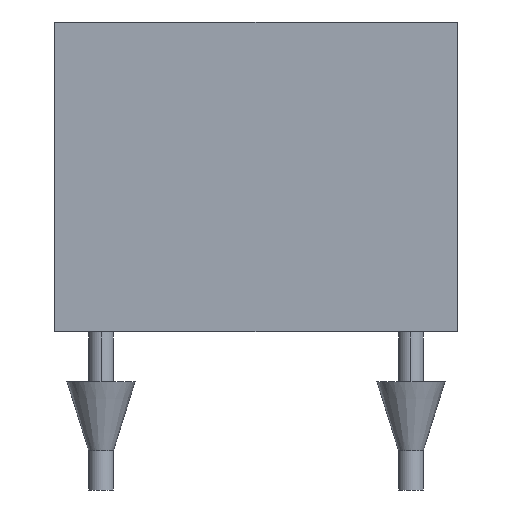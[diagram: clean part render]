
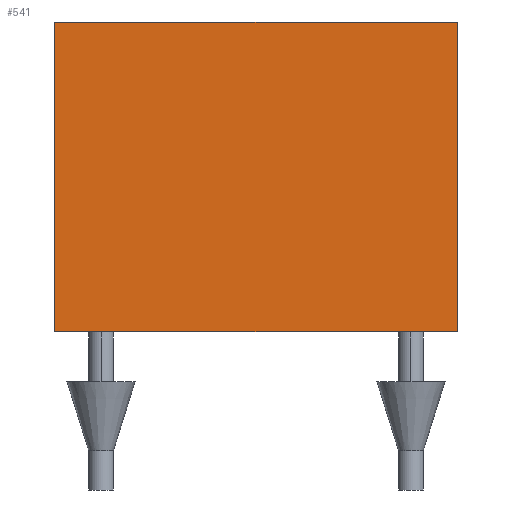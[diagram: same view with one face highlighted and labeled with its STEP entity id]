
A CAD part, left-side view. The second image highlights one B-rep face of the part: STEP entity #541.
In plain terms, the highlighted planar face has unit normal (-1, 0, 0).
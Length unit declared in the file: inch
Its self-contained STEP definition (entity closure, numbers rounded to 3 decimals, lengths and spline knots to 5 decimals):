
#21 = ORIENTED_EDGE ( 'NONE', *, *, #459, .T. ) ;
#74 = AXIS2_PLACEMENT_3D ( 'NONE', #538, #203, #302 ) ;
#87 = DIRECTION ( 'NONE',  ( 0., -1., 0. ) ) ;
#95 = EDGE_CURVE ( 'NONE', #268, #118, #325, .T. ) ;
#116 = EDGE_CURVE ( 'NONE', #486, #118, #381, .T. ) ;
#118 = VERTEX_POINT ( 'NONE', #576 ) ;
#137 = LINE ( 'NONE', #566, #286 ) ;
#152 = EDGE_LOOP ( 'NONE', ( #583, #21, #586, #629 ) ) ;
#172 = CARTESIAN_POINT ( 'NONE',  ( -0.07874, -0.25591, 0. ) ) ;
#185 = VECTOR ( 'NONE', #429, 39.37008 ) ;
#203 = DIRECTION ( 'NONE',  ( 1., 0., 0. ) ) ;
#221 = VERTEX_POINT ( 'NONE', #398 ) ;
#226 = CARTESIAN_POINT ( 'NONE',  ( -0.07874, 0., 0. ) ) ;
#236 = CARTESIAN_POINT ( 'NONE',  ( -0.07874, -0.25591, 0.19685 ) ) ;
#252 = FACE_OUTER_BOUND ( 'NONE', #152, .T. ) ;
#268 = VERTEX_POINT ( 'NONE', #172 ) ;
#286 = VECTOR ( 'NONE', #382, 39.37008 ) ;
#302 = DIRECTION ( 'NONE',  ( 0., 0., 1. ) ) ;
#325 = LINE ( 'NONE', #236, #185 ) ;
#328 = CARTESIAN_POINT ( 'NONE',  ( -0.07874, 0.25591, 0.3937 ) ) ;
#381 = LINE ( 'NONE', #527, #411 ) ;
#382 = DIRECTION ( 'NONE',  ( 0., 0., 1. ) ) ;
#388 = EDGE_CURVE ( 'NONE', #221, #486, #137, .T. ) ;
#398 = CARTESIAN_POINT ( 'NONE',  ( -0.07874, 0.25591, 0. ) ) ;
#411 = VECTOR ( 'NONE', #87, 39.37008 ) ;
#429 = DIRECTION ( 'NONE',  ( 0., 0., 1. ) ) ;
#436 = LINE ( 'NONE', #226, #525 ) ;
#459 = EDGE_CURVE ( 'NONE', #221, #268, #436, .T. ) ;
#486 = VERTEX_POINT ( 'NONE', #328 ) ;
#525 = VECTOR ( 'NONE', #569, 39.37008 ) ;
#527 = CARTESIAN_POINT ( 'NONE',  ( -0.07874, 0., 0.3937 ) ) ;
#538 = CARTESIAN_POINT ( 'NONE',  ( -0.07874, 0.25591, 0. ) ) ;
#541 = ADVANCED_FACE ( 'NONE', ( #252 ), #590, .F. ) ;
#566 = CARTESIAN_POINT ( 'NONE',  ( -0.07874, 0.25591, 0.19685 ) ) ;
#569 = DIRECTION ( 'NONE',  ( 0., -1., 0. ) ) ;
#576 = CARTESIAN_POINT ( 'NONE',  ( -0.07874, -0.25591, 0.3937 ) ) ;
#583 = ORIENTED_EDGE ( 'NONE', *, *, #388, .F. ) ;
#586 = ORIENTED_EDGE ( 'NONE', *, *, #95, .T. ) ;
#590 = PLANE ( 'NONE',  #74 ) ;
#629 = ORIENTED_EDGE ( 'NONE', *, *, #116, .F. ) ;
